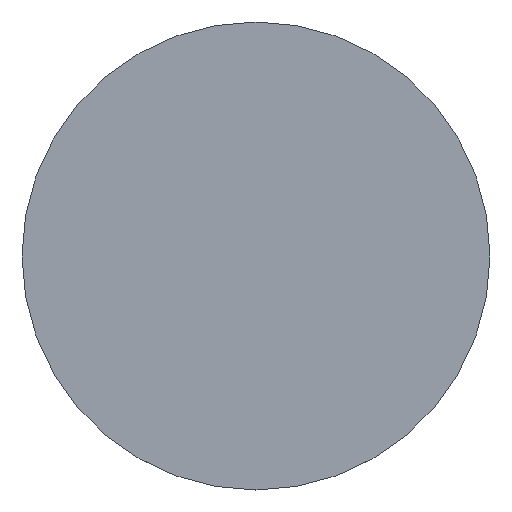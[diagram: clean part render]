
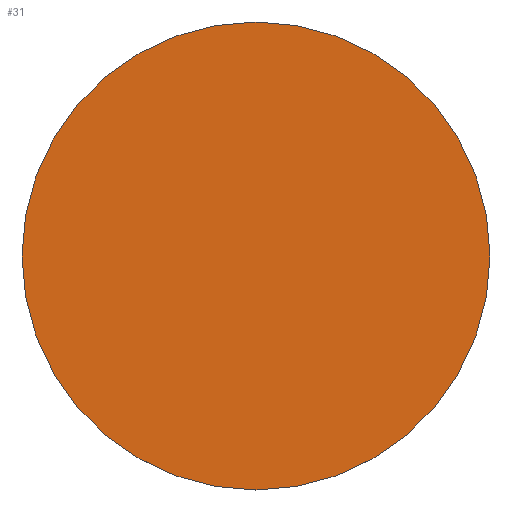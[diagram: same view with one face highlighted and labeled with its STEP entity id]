
A CAD part, top view. The second image highlights one B-rep face of the part: STEP entity #31.
In plain terms, the highlighted planar face has unit normal (0, 0, 1).
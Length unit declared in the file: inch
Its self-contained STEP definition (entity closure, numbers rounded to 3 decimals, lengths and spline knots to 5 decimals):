
#11 = EDGE_CURVE ( 'NONE', #121, #173, #95, .T. ) ;
#18 = CIRCLE ( 'NONE', #144, 0.88583 ) ;
#20 = DIRECTION ( 'NONE',  ( 0., 0., 1. ) ) ;
#31 = ADVANCED_FACE ( 'NONE', ( #145 ), #102, .T. ) ;
#47 = AXIS2_PLACEMENT_3D ( 'NONE', #138, #20, #48 ) ;
#48 = DIRECTION ( 'NONE',  ( 1., 0., 0. ) ) ;
#59 = CARTESIAN_POINT ( 'NONE',  ( 0., 0., 0.01575 ) ) ;
#62 = DIRECTION ( 'NONE',  ( 1., 0., 0. ) ) ;
#65 = AXIS2_PLACEMENT_3D ( 'NONE', #59, #114, #62 ) ;
#85 = ORIENTED_EDGE ( 'NONE', *, *, #135, .T. ) ;
#90 = DIRECTION ( 'NONE',  ( 0., 0., 1. ) ) ;
#95 = CIRCLE ( 'NONE', #47, 0.88583 ) ;
#97 = ORIENTED_EDGE ( 'NONE', *, *, #11, .T. ) ;
#102 = PLANE ( 'NONE',  #65 ) ;
#114 = DIRECTION ( 'NONE',  ( 0., 0., 1. ) ) ;
#119 = DIRECTION ( 'NONE',  ( 1., 0., 0. ) ) ;
#120 = CARTESIAN_POINT ( 'NONE',  ( 0.88583, 0., 0.01575 ) ) ;
#121 = VERTEX_POINT ( 'NONE', #167 ) ;
#124 = EDGE_LOOP ( 'NONE', ( #97, #85 ) ) ;
#135 = EDGE_CURVE ( 'NONE', #173, #121, #18, .T. ) ;
#138 = CARTESIAN_POINT ( 'NONE',  ( 0., 0., 0.01575 ) ) ;
#144 = AXIS2_PLACEMENT_3D ( 'NONE', #151, #90, #119 ) ;
#145 = FACE_OUTER_BOUND ( 'NONE', #124, .T. ) ;
#151 = CARTESIAN_POINT ( 'NONE',  ( 0., 0., 0.01575 ) ) ;
#167 = CARTESIAN_POINT ( 'NONE',  ( -0.88583, 0., 0.01575 ) ) ;
#173 = VERTEX_POINT ( 'NONE', #120 ) ;
